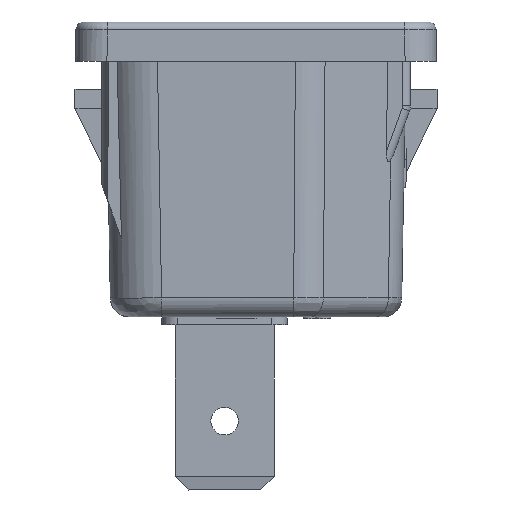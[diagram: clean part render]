
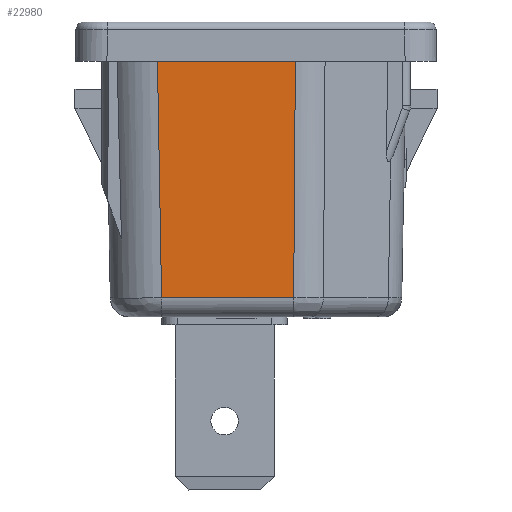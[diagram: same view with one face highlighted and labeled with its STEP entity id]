
A CAD part, left-side view. The second image highlights one B-rep face of the part: STEP entity #22980.
In plain terms, the highlighted face is planar.
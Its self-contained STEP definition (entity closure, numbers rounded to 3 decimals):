
#22510=CARTESIAN_POINT('',(0.111,11.709,0.));
#22520=DIRECTION('',(-1.,-0.017,-0.));
#22530=DIRECTION('',(-0.017,1.,0.));
#22540=AXIS2_PLACEMENT_3D('',#22510,#22520,#22530);
#22550=PLANE('',#22540);
#22560=CARTESIAN_POINT('',(-0.156,26.978,0.));
#22570=DIRECTION('',(0.,0.,1.));
#22580=VECTOR('',#22570,1.);
#22590=LINE('',#22560,#22580);
#22600=CARTESIAN_POINT('',(-0.156,26.978,-6.281
));
#22610=VERTEX_POINT('',#22600);
#22620=CARTESIAN_POINT('',(-0.156,26.978,0.6));
#22630=VERTEX_POINT('',#22620);
#22640=EDGE_CURVE('',#22610,#22630,#22590,.T.);
#22650=ORIENTED_EDGE('',*,*,#22640,.F.);
#22660=CARTESIAN_POINT('',(-0.156,26.978,0.));
#22670=DIRECTION('',(0.,0.,1.));
#22680=VECTOR('',#22670,1.);
#22690=LINE('',#22660,#22680);
#22700=CARTESIAN_POINT('',(-0.156,26.978,2.507)
);
#22710=VERTEX_POINT('',#22700);
#22720=EDGE_CURVE('',#22630,#22710,#22690,.T.);
#22730=ORIENTED_EDGE('',*,*,#22720,.F.);
#22740=CARTESIAN_POINT('',(0.316,-0.048,
2.319));
#22750=DIRECTION('',(-0.017,1.,
0.007));
#22760=VECTOR('',#22750,1.);
#22770=LINE('',#22740,#22760);
#22780=CARTESIAN_POINT('',(0.107,11.907,
2.402));
#22790=VERTEX_POINT('',#22780);
#22800=EDGE_CURVE('',#22790,#22710,#22770,.T.);
#22810=ORIENTED_EDGE('',*,*,#22800,.T.);
#22820=CARTESIAN_POINT('',(0.107,11.907,0.));
#22830=DIRECTION('',(0.,0.,1.));
#22840=VECTOR('',#22830,1.);
#22850=LINE('',#22820,#22840);
#22860=CARTESIAN_POINT('',(0.107,11.907,
-6.018));
#22870=VERTEX_POINT('',#22860);
#22880=EDGE_CURVE('',#22870,#22790,#22850,.T.);
#22890=ORIENTED_EDGE('',*,*,#22880,.T.);
#22900=CARTESIAN_POINT('',(0.316,-0.057,
-5.809));
#22910=DIRECTION('',(0.017,-1.,
0.017));
#22920=VECTOR('',#22910,1.);
#22930=LINE('',#22900,#22920);
#22940=EDGE_CURVE('',#22610,#22870,#22930,.T.);
#22950=ORIENTED_EDGE('',*,*,#22940,.T.);
#22960=EDGE_LOOP('',(#22950,#22890,#22810,#22730,#22650));
#22970=FACE_OUTER_BOUND('',#22960,.T.);
#22980=ADVANCED_FACE('',(#22970),#22550,.T.);
